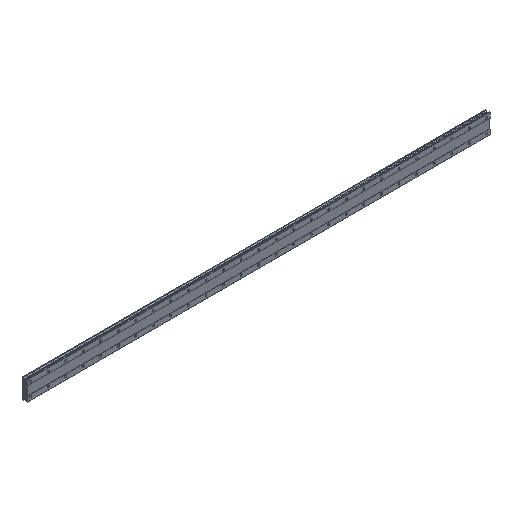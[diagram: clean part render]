
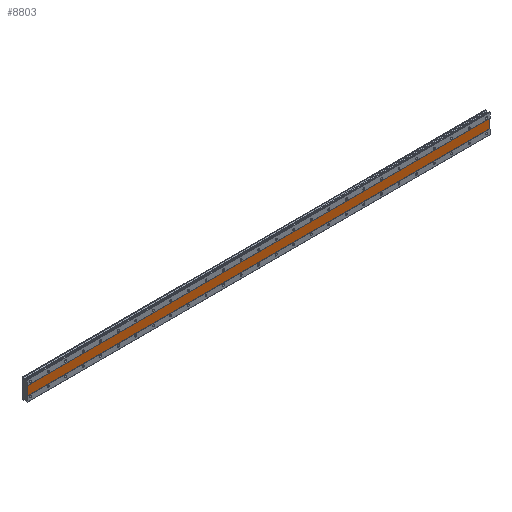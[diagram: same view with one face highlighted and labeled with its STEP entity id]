
A CAD part, isometric view. The second image highlights one B-rep face of the part: STEP entity #8803.
In plain terms, the highlighted planar face has unit normal (0, -1, 0).
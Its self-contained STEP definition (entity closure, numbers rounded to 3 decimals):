
#409 = LINE ( 'NONE', #3340, #5210 ) ;
#434 = ORIENTED_EDGE ( 'NONE', *, *, #8620, .F. ) ;
#516 = CARTESIAN_POINT ( 'NONE',  ( 2095., 1., -20. ) ) ;
#644 = AXIS2_PLACEMENT_3D ( 'NONE', #8590, #665, #4356 ) ;
#665 = DIRECTION ( 'NONE',  ( 0., 1., 0. ) ) ;
#798 = LINE ( 'NONE', #1573, #5129 ) ;
#947 = VERTEX_POINT ( 'NONE', #4397 ) ;
#1048 = CARTESIAN_POINT ( 'NONE',  ( -15., 1., 20. ) ) ;
#1118 = DIRECTION ( 'NONE',  ( 0., 0., -1. ) ) ;
#1509 = EDGE_LOOP ( 'NONE', ( #434, #2379, #4733, #1644 ) ) ;
#1573 = CARTESIAN_POINT ( 'NONE',  ( 2095., 1., 20. ) ) ;
#1644 = ORIENTED_EDGE ( 'NONE', *, *, #4478, .F. ) ;
#1820 = LINE ( 'NONE', #1048, #8381 ) ;
#2379 = ORIENTED_EDGE ( 'NONE', *, *, #8283, .F. ) ;
#3340 = CARTESIAN_POINT ( 'NONE',  ( 2095., 1., -20. ) ) ;
#3352 = VERTEX_POINT ( 'NONE', #3729 ) ;
#3625 = DIRECTION ( 'NONE',  ( -1., 0., 0. ) ) ;
#3729 = CARTESIAN_POINT ( 'NONE',  ( 2095., 1., 20. ) ) ;
#4302 = EDGE_CURVE ( 'NONE', #7730, #3352, #798, .T. ) ;
#4356 = DIRECTION ( 'NONE',  ( 0., 0., 1. ) ) ;
#4397 = CARTESIAN_POINT ( 'NONE',  ( -15., 1., -20. ) ) ;
#4478 = EDGE_CURVE ( 'NONE', #947, #7730, #1820, .T. ) ;
#4603 = VERTEX_POINT ( 'NONE', #516 ) ;
#4713 = CARTESIAN_POINT ( 'NONE',  ( 2095., 1., 20. ) ) ;
#4733 = ORIENTED_EDGE ( 'NONE', *, *, #4302, .F. ) ;
#5129 = VECTOR ( 'NONE', #7362, 1000. ) ;
#5210 = VECTOR ( 'NONE', #3625, 1000. ) ;
#5445 = LINE ( 'NONE', #4713, #6755 ) ;
#6190 = CARTESIAN_POINT ( 'NONE',  ( -15., 1., 20. ) ) ;
#6755 = VECTOR ( 'NONE', #1118, 1000. ) ;
#7226 = PLANE ( 'NONE',  #644 ) ;
#7362 = DIRECTION ( 'NONE',  ( 1., 0., 0. ) ) ;
#7730 = VERTEX_POINT ( 'NONE', #6190 ) ;
#8283 = EDGE_CURVE ( 'NONE', #3352, #4603, #5445, .T. ) ;
#8381 = VECTOR ( 'NONE', #8967, 1000. ) ;
#8590 = CARTESIAN_POINT ( 'NONE',  ( 2095., 1., 20. ) ) ;
#8620 = EDGE_CURVE ( 'NONE', #4603, #947, #409, .T. ) ;
#8803 = ADVANCED_FACE ( 'NONE', ( #9382 ), #7226, .F. ) ;
#8967 = DIRECTION ( 'NONE',  ( 0., 0., 1. ) ) ;
#9382 = FACE_OUTER_BOUND ( 'NONE', #1509, .T. ) ;
